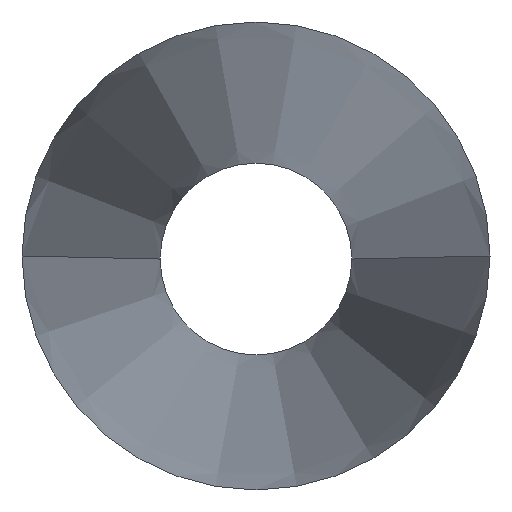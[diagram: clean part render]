
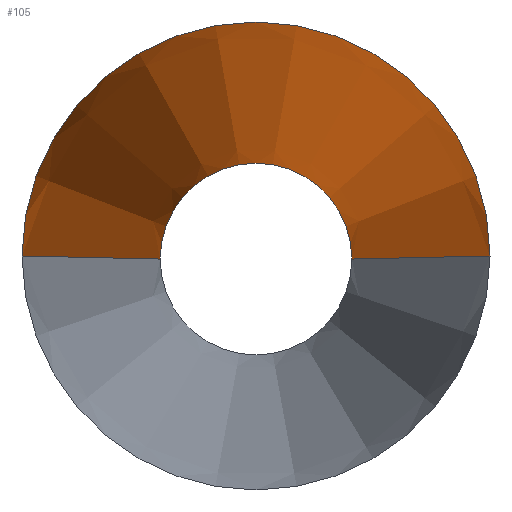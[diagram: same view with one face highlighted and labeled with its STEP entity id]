
A CAD part, top view. The second image highlights one B-rep face of the part: STEP entity #105.
In plain terms, the highlighted conical face has half-angle 4.5 degrees and reference radius 12 mm.
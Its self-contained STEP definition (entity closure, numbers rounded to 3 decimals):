
#1 = ORIENTED_EDGE ( 'NONE', *, *, #42, .T. ) ;
#3 = CARTESIAN_POINT ( 'NONE',  ( 0., 0., 0. ) ) ;
#5 = VECTOR ( 'NONE', #134, 1000. ) ;
#6 = CARTESIAN_POINT ( 'NONE',  ( 0., 0., 0. ) ) ;
#14 = DIRECTION ( 'NONE',  ( 0., 0., 1. ) ) ;
#23 = AXIS2_PLACEMENT_3D ( 'NONE', #3, #14, #91 ) ;
#25 = LINE ( 'NONE', #109, #5 ) ;
#26 = ORIENTED_EDGE ( 'NONE', *, *, #99, .T. ) ;
#37 = EDGE_LOOP ( 'NONE', ( #26, #1, #75, #135 ) ) ;
#38 = CARTESIAN_POINT ( 'NONE',  ( 12., 0., 0. ) ) ;
#42 = EDGE_CURVE ( 'NONE', #108, #74, #96, .T. ) ;
#46 = AXIS2_PLACEMENT_3D ( 'NONE', #78, #115, #66 ) ;
#47 = VERTEX_POINT ( 'NONE', #38 ) ;
#55 = DIRECTION ( 'NONE',  ( 1., 0., 0. ) ) ;
#60 = DIRECTION ( 'NONE',  ( -0.078, 0., 0.997 ) ) ;
#61 = VERTEX_POINT ( 'NONE', #155 ) ;
#65 = CARTESIAN_POINT ( 'NONE',  ( -4.917, 0., -90. ) ) ;
#66 = DIRECTION ( 'NONE',  ( 1., 0., 0. ) ) ;
#70 = EDGE_CURVE ( 'NONE', #61, #47, #25, .T. ) ;
#74 = VERTEX_POINT ( 'NONE', #122 ) ;
#75 = ORIENTED_EDGE ( 'NONE', *, *, #83, .F. ) ;
#78 = CARTESIAN_POINT ( 'NONE',  ( 0., 0., -90. ) ) ;
#83 = EDGE_CURVE ( 'NONE', #47, #74, #93, .T. ) ;
#86 = AXIS2_PLACEMENT_3D ( 'NONE', #6, #100, #55 ) ;
#91 = DIRECTION ( 'NONE',  ( 1., 0., 0. ) ) ;
#93 = CIRCLE ( 'NONE', #23, 12. ) ;
#96 = LINE ( 'NONE', #145, #132 ) ;
#99 = EDGE_CURVE ( 'NONE', #61, #108, #113, .T. ) ;
#100 = DIRECTION ( 'NONE',  ( 0., 0., 1. ) ) ;
#105 = ADVANCED_FACE ( 'NONE', ( #150 ), #119, .T. ) ;
#108 = VERTEX_POINT ( 'NONE', #65 ) ;
#109 = CARTESIAN_POINT ( 'NONE',  ( 12., 0., 0. ) ) ;
#113 = CIRCLE ( 'NONE', #46, 4.917 ) ;
#115 = DIRECTION ( 'NONE',  ( 0., 0., 1. ) ) ;
#119 = CONICAL_SURFACE ( 'NONE', #86, 12., 0.079 ) ;
#122 = CARTESIAN_POINT ( 'NONE',  ( -12., 0., 0. ) ) ;
#132 = VECTOR ( 'NONE', #60, 1000. ) ;
#134 = DIRECTION ( 'NONE',  ( 0.078, 0., 0.997 ) ) ;
#135 = ORIENTED_EDGE ( 'NONE', *, *, #70, .F. ) ;
#145 = CARTESIAN_POINT ( 'NONE',  ( -12., 0., 0. ) ) ;
#150 = FACE_OUTER_BOUND ( 'NONE', #37, .T. ) ;
#155 = CARTESIAN_POINT ( 'NONE',  ( 4.917, 0., -90. ) ) ;
